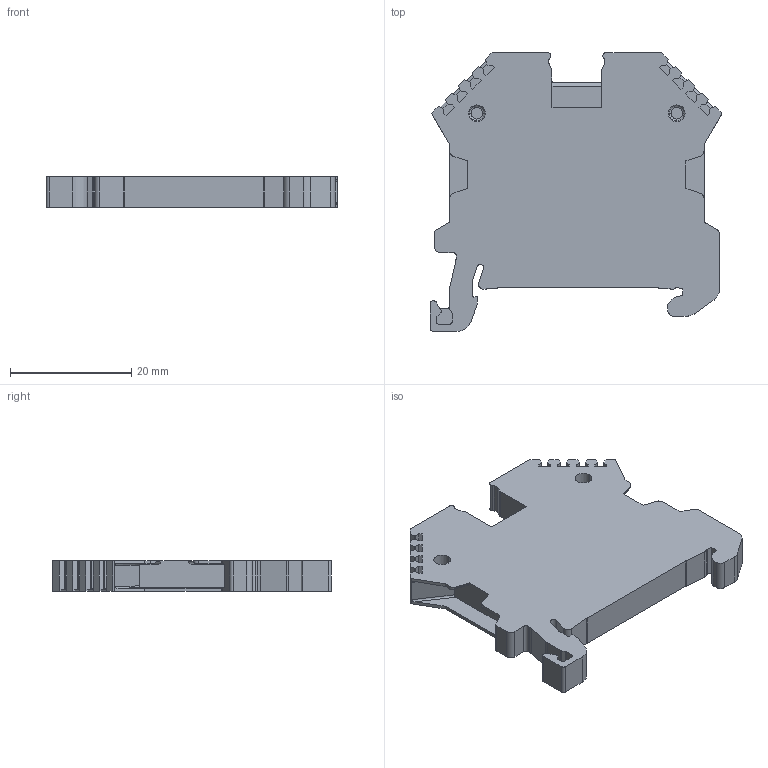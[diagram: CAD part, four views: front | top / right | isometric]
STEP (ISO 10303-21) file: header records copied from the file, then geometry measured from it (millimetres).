
FILE_DESCRIPTION(('FreeCAD Model'),'2;1');
FILE_NAME('17129_SRK_2,5_2A_PE.stp','2018-09-09T20:34:05',('Author'),(''), 'Open CASCADE STEP processor 7.2','FreeCAD','Unknown');
FILE_SCHEMA(('AUTOMOTIVE_DESIGN { 1 0 10303 214 1 1 1 1 }'));
Length unit declared in the file: millimetre
Products named in the file (1): 17129_SRK_2,5_2A_PE
Bounding box: 48.12 x 46 x 5.1 mm (x, y, z)
Volume: 7653.6 mm3; surface area: 4918.6 mm2
Topology: 1 solids, 1 shells, 277 faces, 801 edges, 530 vertices
Faces by surface type: plane 190, cylinder 79, cone 4, torus 4
Entity records: 21007 total; most frequent: CARTESIAN_POINT 5047, DIRECTION 2955, LINE 2041, VECTOR 2041, ORIENTED_EDGE 1602, PCURVE 1602, DEFINITIONAL_REPRESENTATION 1602, EDGE_CURVE 801
